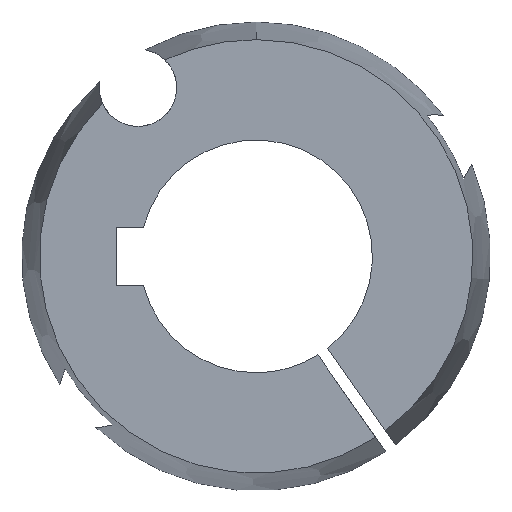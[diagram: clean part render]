
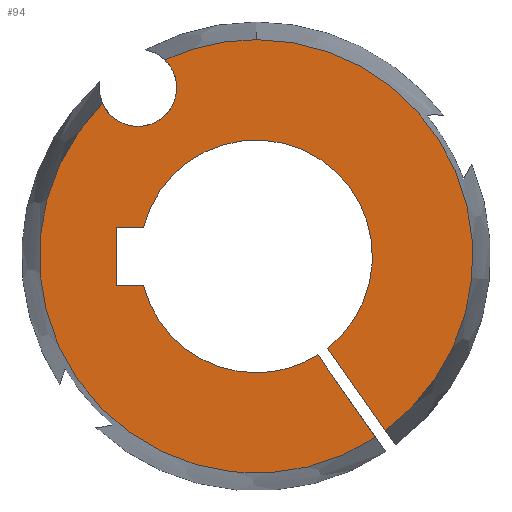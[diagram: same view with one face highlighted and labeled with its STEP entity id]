
A CAD part, left-side view. The second image highlights one B-rep face of the part: STEP entity #94.
In plain terms, the highlighted planar face has unit normal (-1, 0, 0).
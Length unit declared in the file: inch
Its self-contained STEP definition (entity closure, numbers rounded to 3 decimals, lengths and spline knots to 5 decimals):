
#2 = EDGE_CURVE ( 'NONE', #337, #158, #702, .T. ) ;
#3 = DIRECTION ( 'NONE',  ( 0., 0., -1. ) ) ;
#16 = DIRECTION ( 'NONE',  ( 0., 0.574, 0.819 ) ) ;
#36 = VERTEX_POINT ( 'NONE', #559 ) ;
#48 = LINE ( 'NONE', #663, #51 ) ;
#51 = VECTOR ( 'NONE', #157, 39.37008 ) ;
#67 = CARTESIAN_POINT ( 'NONE',  ( -0.875, 0., 0. ) ) ;
#69 = DIRECTION ( 'NONE',  ( 0., -0.574, -0.819 ) ) ;
#72 = EDGE_CURVE ( 'NONE', #567, #36, #765, .T. ) ;
#79 = CIRCLE ( 'NONE', #551, 0.6986 ) ;
#94 = ADVANCED_FACE ( 'NONE', ( #916 ), #147, .T. ) ;
#112 = LINE ( 'NONE', #274, #122 ) ;
#115 = DIRECTION ( 'NONE',  ( 1., 0., 0. ) ) ;
#116 = DIRECTION ( 'NONE',  ( 1., 0., 0. ) ) ;
#122 = VECTOR ( 'NONE', #651, 39.37008 ) ;
#134 = DIRECTION ( 'NONE',  ( 0., 0., -1. ) ) ;
#147 = PLANE ( 'NONE',  #356 ) ;
#156 = AXIS2_PLACEMENT_3D ( 'NONE', #587, #169, #680 ) ;
#157 = DIRECTION ( 'NONE',  ( 0., 0., -1. ) ) ;
#158 = VERTEX_POINT ( 'NONE', #850 ) ;
#166 = EDGE_CURVE ( 'NONE', #36, #756, #480, .T. ) ;
#169 = DIRECTION ( 'NONE',  ( 1., 0., 0. ) ) ;
#182 = EDGE_CURVE ( 'NONE', #467, #803, #112, .T. ) ;
#213 = CARTESIAN_POINT ( 'NONE',  ( -0.875, 0., 0. ) ) ;
#227 = CARTESIAN_POINT ( 'NONE',  ( -0.875, 0.38085, 0.41892 ) ) ;
#238 = EDGE_CURVE ( 'NONE', #430, #406, #783, .T. ) ;
#239 = CARTESIAN_POINT ( 'NONE',  ( -0.875, 0., 0. ) ) ;
#258 = DIRECTION ( 'NONE',  ( 0., 0., 1. ) ) ;
#261 = VERTEX_POINT ( 'NONE', #859 ) ;
#267 = CARTESIAN_POINT ( 'NONE',  ( -0.875, 0.4506, -0.09375 ) ) ;
#270 = DIRECTION ( 'NONE',  ( 0., 0., 1. ) ) ;
#274 = CARTESIAN_POINT ( 'NONE',  ( -0.875, 0.30998, -0.09375 ) ) ;
#293 = CARTESIAN_POINT ( 'NONE',  ( -0.875, 0.36309, -0.09375 ) ) ;
#307 = DIRECTION ( 'NONE',  ( 0., 0., 1. ) ) ;
#323 = EDGE_CURVE ( 'NONE', #261, #337, #507, .T. ) ;
#334 = CARTESIAN_POINT ( 'NONE',  ( -0.875, 0.36309, 0.09375 ) ) ;
#337 = VERTEX_POINT ( 'NONE', #334 ) ;
#344 = EDGE_CURVE ( 'NONE', #727, #430, #402, .T. ) ;
#346 = CARTESIAN_POINT ( 'NONE',  ( -0.875, 0., 0. ) ) ;
#356 = AXIS2_PLACEMENT_3D ( 'NONE', #624, #720, #258 ) ;
#384 = AXIS2_PLACEMENT_3D ( 'NONE', #213, #740, #270 ) ;
#392 = CARTESIAN_POINT ( 'NONE',  ( -0.875, 0.04259, 0.09375 ) ) ;
#401 = EDGE_CURVE ( 'NONE', #756, #467, #779, .T. ) ;
#402 = CIRCLE ( 'NONE', #384, 0.6986 ) ;
#406 = VERTEX_POINT ( 'NONE', #951 ) ;
#410 = DIRECTION ( 'NONE',  ( 0., 0., 1. ) ) ;
#419 = EDGE_CURVE ( 'NONE', #813, #693, #661, .T. ) ;
#421 = CARTESIAN_POINT ( 'NONE',  ( -0.875, -0.38508, -0.58288 ) ) ;
#430 = VERTEX_POINT ( 'NONE', #715 ) ;
#454 = CARTESIAN_POINT ( 'NONE',  ( -0.875, 0., -0.375 ) ) ;
#467 = VERTEX_POINT ( 'NONE', #293 ) ;
#468 = EDGE_CURVE ( 'NONE', #406, #813, #611, .T. ) ;
#480 = CIRCLE ( 'NONE', #684, 0.375 ) ;
#492 = VECTOR ( 'NONE', #893, 39.37008 ) ;
#507 = LINE ( 'NONE', #979, #492 ) ;
#519 = CARTESIAN_POINT ( 'NONE',  ( -0.875, 0., 0. ) ) ;
#524 = CARTESIAN_POINT ( 'NONE',  ( -0.875, 0.38085, 0.54392 ) ) ;
#530 = ORIENTED_EDGE ( 'NONE', *, *, #323, .T. ) ;
#532 = EDGE_LOOP ( 'NONE', ( #713, #758, #836, #864, #880, #941, #978, #539, #530, #568, #628, #773, #833 ) ) ;
#539 = ORIENTED_EDGE ( 'NONE', *, *, #692, .F. ) ;
#544 = DIRECTION ( 'NONE',  ( 1., 0., 0. ) ) ;
#551 = AXIS2_PLACEMENT_3D ( 'NONE', #346, #919, #410 ) ;
#559 = CARTESIAN_POINT ( 'NONE',  ( -0.875, -0.19935, -0.31763 ) ) ;
#567 = VERTEX_POINT ( 'NONE', #421 ) ;
#568 = ORIENTED_EDGE ( 'NONE', *, *, #2, .T. ) ;
#587 = CARTESIAN_POINT ( 'NONE',  ( -0.875, 0.38085, 0.54392 ) ) ;
#611 = CIRCLE ( 'NONE', #156, 0.125 ) ;
#612 = DIRECTION ( 'NONE',  ( 0., 0., -1. ) ) ;
#618 = DIRECTION ( 'NONE',  ( 0., 0., -1. ) ) ;
#624 = CARTESIAN_POINT ( 'NONE',  ( -0.875, 0., 0. ) ) ;
#628 = ORIENTED_EDGE ( 'NONE', *, *, #775, .T. ) ;
#651 = DIRECTION ( 'NONE',  ( 0., 1., 0. ) ) ;
#661 = CIRCLE ( 'NONE', #946, 0.125 ) ;
#663 = CARTESIAN_POINT ( 'NONE',  ( -0.875, 0.4506, 0.09375 ) ) ;
#680 = DIRECTION ( 'NONE',  ( 0., 0., -1. ) ) ;
#684 = AXIS2_PLACEMENT_3D ( 'NONE', #853, #828, #3 ) ;
#692 = EDGE_CURVE ( 'NONE', #261, #803, #48, .T. ) ;
#693 = VERTEX_POINT ( 'NONE', #752 ) ;
#702 = CIRCLE ( 'NONE', #927, 0.375 ) ;
#713 = ORIENTED_EDGE ( 'NONE', *, *, #468, .T. ) ;
#715 = CARTESIAN_POINT ( 'NONE',  ( -0.875, 0., 0.6986 ) ) ;
#720 = DIRECTION ( 'NONE',  ( -1., 0., 0. ) ) ;
#727 = VERTEX_POINT ( 'NONE', #970 ) ;
#740 = DIRECTION ( 'NONE',  ( -1., 0., 0. ) ) ;
#752 = CARTESIAN_POINT ( 'NONE',  ( -0.875, 0.495, 0.49296 ) ) ;
#756 = VERTEX_POINT ( 'NONE', #454 ) ;
#758 = ORIENTED_EDGE ( 'NONE', *, *, #419, .T. ) ;
#765 = LINE ( 'NONE', #920, #903 ) ;
#773 = ORIENTED_EDGE ( 'NONE', *, *, #344, .T. ) ;
#775 = EDGE_CURVE ( 'NONE', #158, #727, #810, .T. ) ;
#779 = CIRCLE ( 'NONE', #831, 0.375 ) ;
#781 = DIRECTION ( 'NONE',  ( -1., 0., 0. ) ) ;
#783 = CIRCLE ( 'NONE', #804, 0.6986 ) ;
#803 = VERTEX_POINT ( 'NONE', #267 ) ;
#804 = AXIS2_PLACEMENT_3D ( 'NONE', #239, #781, #307 ) ;
#810 = LINE ( 'NONE', #392, #830 ) ;
#813 = VERTEX_POINT ( 'NONE', #227 ) ;
#828 = DIRECTION ( 'NONE',  ( 1., 0., 0. ) ) ;
#830 = VECTOR ( 'NONE', #69, 39.37008 ) ;
#831 = AXIS2_PLACEMENT_3D ( 'NONE', #519, #115, #612 ) ;
#833 = ORIENTED_EDGE ( 'NONE', *, *, #238, .T. ) ;
#836 = ORIENTED_EDGE ( 'NONE', *, *, #955, .T. ) ;
#850 = CARTESIAN_POINT ( 'NONE',  ( -0.875, -0.23029, -0.29596 ) ) ;
#853 = CARTESIAN_POINT ( 'NONE',  ( -0.875, 0., 0. ) ) ;
#859 = CARTESIAN_POINT ( 'NONE',  ( -0.875, 0.4506, 0.09375 ) ) ;
#864 = ORIENTED_EDGE ( 'NONE', *, *, #72, .T. ) ;
#880 = ORIENTED_EDGE ( 'NONE', *, *, #166, .T. ) ;
#893 = DIRECTION ( 'NONE',  ( 0., -1., 0. ) ) ;
#903 = VECTOR ( 'NONE', #16, 39.37008 ) ;
#916 = FACE_OUTER_BOUND ( 'NONE', #532, .T. ) ;
#919 = DIRECTION ( 'NONE',  ( -1., 0., 0. ) ) ;
#920 = CARTESIAN_POINT ( 'NONE',  ( -0.875, -0.41773, -0.62951 ) ) ;
#927 = AXIS2_PLACEMENT_3D ( 'NONE', #67, #544, #134 ) ;
#941 = ORIENTED_EDGE ( 'NONE', *, *, #401, .T. ) ;
#946 = AXIS2_PLACEMENT_3D ( 'NONE', #524, #116, #618 ) ;
#951 = CARTESIAN_POINT ( 'NONE',  ( -0.875, 0.29394, 0.63375 ) ) ;
#955 = EDGE_CURVE ( 'NONE', #693, #567, #79, .T. ) ;
#970 = CARTESIAN_POINT ( 'NONE',  ( -0.875, -0.41602, -0.56121 ) ) ;
#978 = ORIENTED_EDGE ( 'NONE', *, *, #182, .T. ) ;
#979 = CARTESIAN_POINT ( 'NONE',  ( -0.875, 0.30998, 0.09375 ) ) ;
